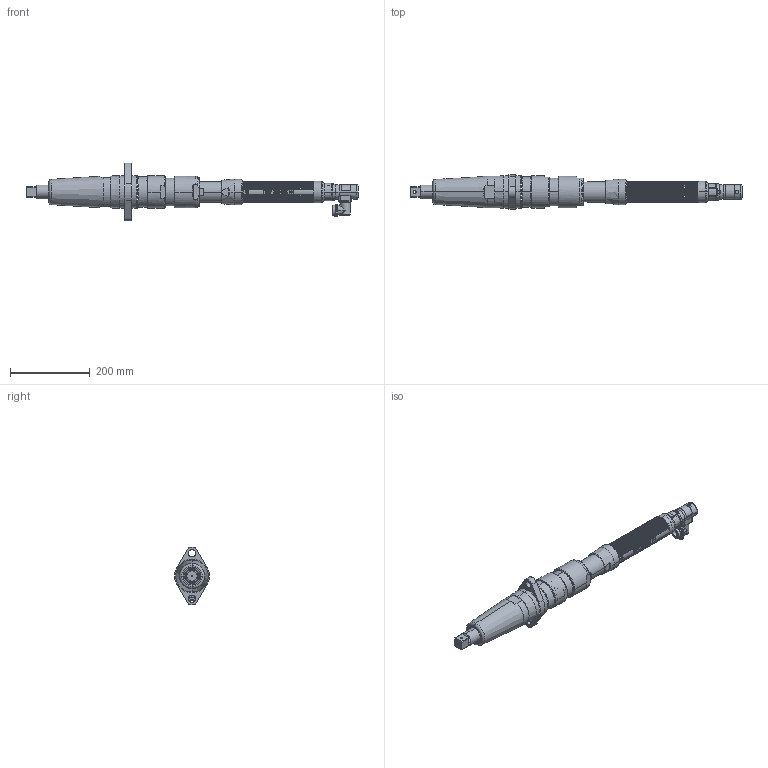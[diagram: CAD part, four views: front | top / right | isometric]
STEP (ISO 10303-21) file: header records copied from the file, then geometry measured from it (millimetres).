
FILE_DESCRIPTION((''),'2;1');
FILE_NAME('EB55MB4F1-460','2012-05-30T',('EJF1116'),(''),'PRO/ENGINEER BY PARAMETRIC TECHNOLOGY CORPORATION, 2010430','PRO/ENGINEER BY PARAMETRIC TECHNOLOGY CORPORATION, 2010430','');
FILE_SCHEMA(('CONFIG_CONTROL_DESIGN'));
Length unit declared in the file: inch
Products named in the file (1): EB55MB4F1-460
Bounding box: 830.8 x 87.38 x 144.48 mm (x, y, z)
Surface area: 219483.3 mm2 (no closed solid volume)
Topology: 0 solids, 99 shells, 425 faces, 2701 edges, 2257 vertices
Faces by surface type: cylinder 222, plane 102, cone 42, torus 33, bspline 22, extrusion 4
Entity records: 35203 total; most frequent: CARTESIAN_POINT 16322, DIRECTION 3470, ORIENTED_EDGE 3359, EDGE_CURVE 2701, VERTEX_POINT 2257, VECTOR 1408, LINE 1404, AXIS2_PLACEMENT_3D 1031
